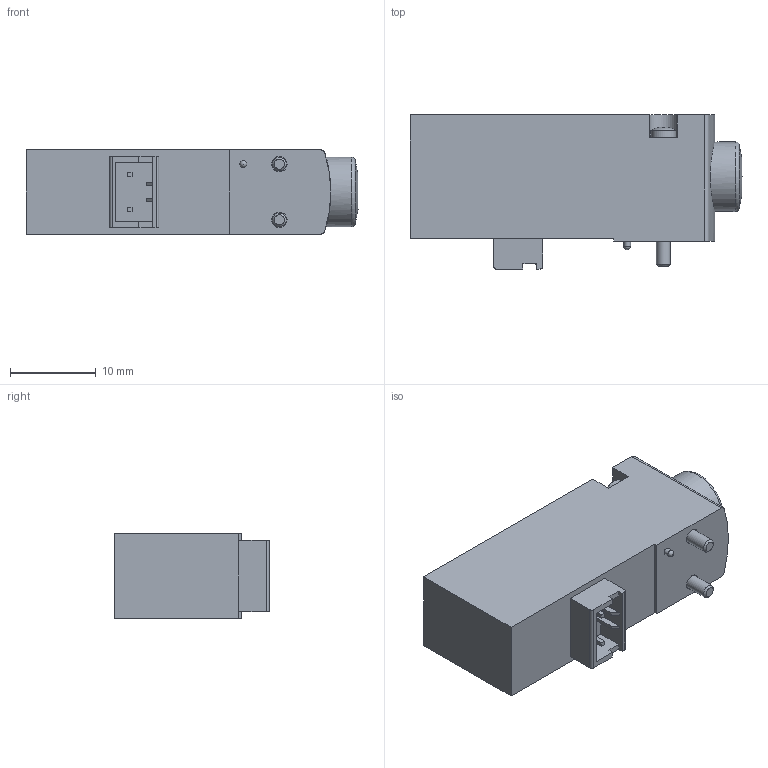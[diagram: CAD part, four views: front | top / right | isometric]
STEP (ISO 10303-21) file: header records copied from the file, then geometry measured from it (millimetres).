
FILE_DESCRIPTION(/* description */ ('STEP AP214'),/* implementation_level */ '2;1');
FILE_NAME(/* name */ '540445_MHA1-M1LH-3_2G-06-PI',/* time_stamp */ '2024-09-05T10:51:04+02:00',/* author */ ('License CC BY-ND 4.0'),/* organization */ ('CADENAS'),/* preprocessor_version */ 'ST-DEVELOPER v19.3',/* originating_system */ 'PARTsolutions',/* authorisation */ ' ');
FILE_SCHEMA (('AUTOMOTIVE_DESIGN {1 0 10303 214 3 1 1}'));
Length unit declared in the file: millimetre
Products named in the file (3): 540445 MHA1-M1LH-3/2G-0,6-PI; 540445 MHA1-M1LH-3/2G-0,6-PI_p; 645502 M1.6X15
Assembly tree (3 placements, depth 2):
  540445 MHA1-M1LH-3/2G-0,6-PI
    540445 MHA1-M1LH-3/2G-0,6-PI_p
    645502 M1.6X15  x2
Bounding box: 38.66 x 17.95 x 9.8 mm (x, y, z)
Volume: 5166 mm3; surface area: 2615.1 mm2
Topology: 3 solids, 3 shells, 122 faces, 297 edges, 189 vertices
Faces by surface type: plane 85, cylinder 21, torus 10, cone 4, sphere 2
Full cylindrical faces by diameter (mm): 0.8 x1, 1 x1, 1.3 x2, 1.6 x2, 1.8 x2, 2.9 x2, 3.9 x1, 8.1 x1
Entity records: 3294 total; most frequent: CARTESIAN_POINT 520, DIRECTION 446, ORIENTED_EDGE 436, EDGE_CURVE 218, LINE 160, VECTOR 160, VERTEX_POINT 150, AXIS2_PLACEMENT_3D 143
